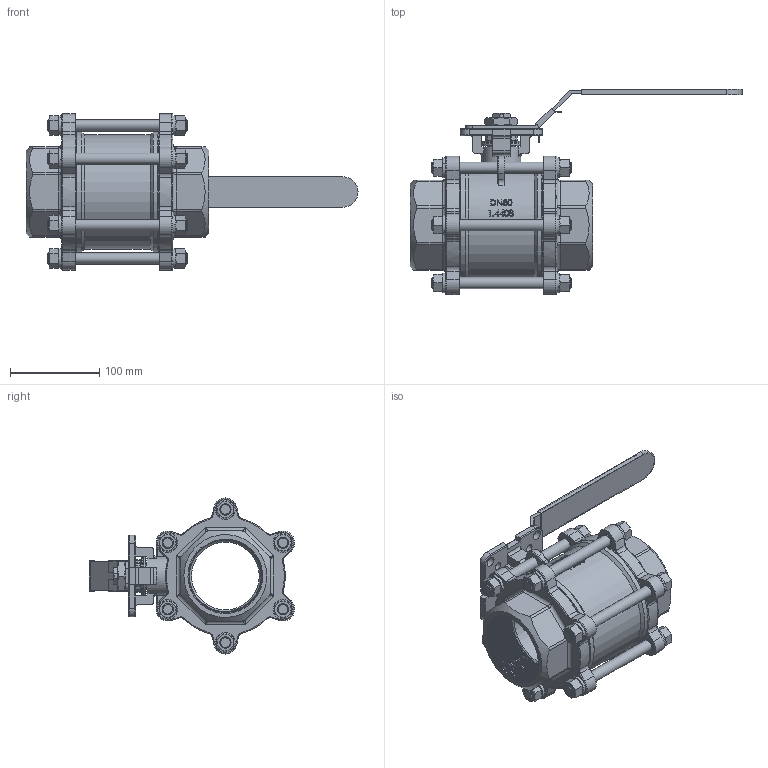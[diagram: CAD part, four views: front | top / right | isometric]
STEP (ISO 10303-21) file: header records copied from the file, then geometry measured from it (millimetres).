
FILE_DESCRIPTION(/* description */ ('Unknown'),/* implementation_level */ '2;1');
FILE_NAME(/* name */ '9323-11',/* time_stamp */ '2022-01-24T13:42:31+01:00',/* author */ ('Unknown'),/* organization */ ('Unknown'),/* preprocessor_version */ 'ST-DEVELOPER v16.7',/* originating_system */ 'Solid Edge',/* authorisation */ 'Unknown');
FILE_SCHEMA (('AUTOMOTIVE_DESIGN {1 0 10303 214 3 1 1}'));
Products named in the file (9): 8.112.080; Hebel 065-080; Hebel 065_080; Ummantelung 065_080; Lasche065_080; Gewindestange_ M12; Körper_ 8.112.080; MutterM20
Assembly tree (13 placements, depth 3):
  8.112.080
    Hebel 065-080
      Hebel 065_080
      Ummantelung 065_080
      Lasche065_080
    8.112.080
      Gewindestange_ M12  x6
      Körper_ 8.112.080
    MutterM20
Bounding box: 372.5 x 230.14 x 175.3 mm (x, y, z)
Volume: 1745637.1 mm3; surface area: 329267.4 mm2
Topology: 12 solids, 12 shells, 1173 faces, 3223 edges, 2102 vertices
Faces by surface type: plane 491, cylinder 297, bspline 224, torus 83, cone 78
Full cylindrical faces by diameter (mm): 8.5 x4, 11 x4, 12.7 x18, 14 x2, 15 x12, 17.5 x2, 30 x2, 44.46 x2, 48 x1, 76 x1, 128 x1, 134.3 x4
Entity records: 84369 total; most frequent: CARTESIAN_POINT 57441, ORIENTED_EDGE 6030, DIRECTION 4694, EDGE_CURVE 3015, VERTEX_POINT 2034, AXIS2_PLACEMENT_3D 1669, EDGE_LOOP 1375, FACE_BOUND 1375
